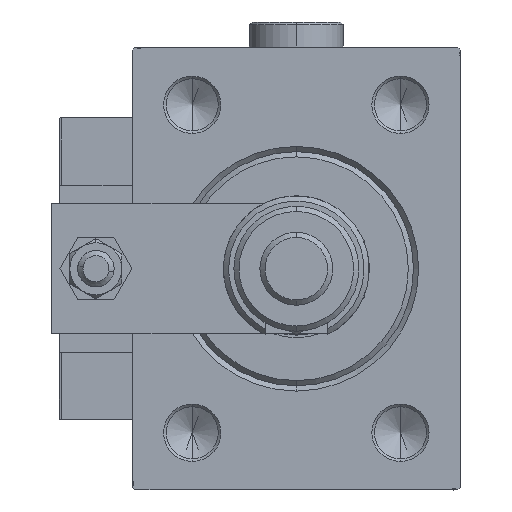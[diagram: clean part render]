
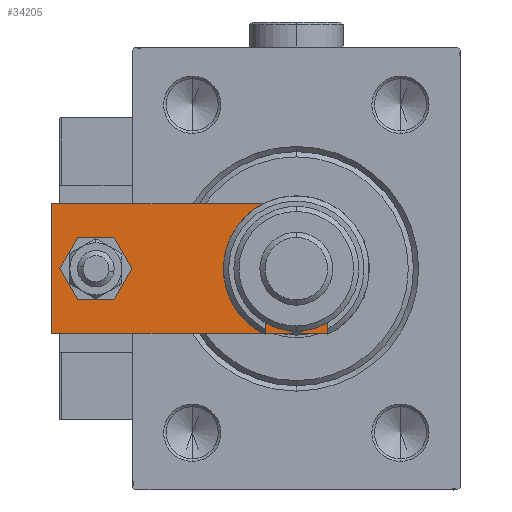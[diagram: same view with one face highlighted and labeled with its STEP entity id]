
A CAD part, left-side view. The second image highlights one B-rep face of the part: STEP entity #34205.
In plain terms, the highlighted face is planar.
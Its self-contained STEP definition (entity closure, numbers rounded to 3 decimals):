
#16 = CARTESIAN_POINT ( 'NONE',  ( -12.5, 7., 6. ) ) ;
#682 = ORIENTED_EDGE ( 'NONE', *, *, #8946, .T. ) ;
#1275 = AXIS2_PLACEMENT_3D ( 'NONE', #10326, #53180, #27424 ) ;
#2314 = EDGE_LOOP ( 'NONE', ( #29440, #12085 ) ) ;
#2430 = VECTOR ( 'NONE', #21782, 1000. ) ;
#2561 = ORIENTED_EDGE ( 'NONE', *, *, #31459, .T. ) ;
#3000 = CARTESIAN_POINT ( 'NONE',  ( 12.5, 60., 6. ) ) ;
#4000 = CIRCLE ( 'NONE', #1275, 8.25 ) ;
#4020 = ORIENTED_EDGE ( 'NONE', *, *, #43232, .F. ) ;
#4141 = CARTESIAN_POINT ( 'NONE',  ( 0., 13., 6. ) ) ;
#4869 = CIRCLE ( 'NONE', #12033, 4. ) ;
#6141 = CARTESIAN_POINT ( 'NONE',  ( 4., 51.5, 6. ) ) ;
#6609 = VECTOR ( 'NONE', #28352, 1000. ) ;
#7005 = LINE ( 'NONE', #19896, #46902 ) ;
#7813 = FACE_BOUND ( 'NONE', #2314, .T. ) ;
#8503 = DIRECTION ( 'NONE',  ( 0., -1., 0. ) ) ;
#8946 = EDGE_CURVE ( 'NONE', #52421, #22565, #40003, .T. ) ;
#10326 = CARTESIAN_POINT ( 'NONE',  ( 0., 13., 6. ) ) ;
#10438 = CARTESIAN_POINT ( 'NONE',  ( 12.5, 0., 6. ) ) ;
#10604 = EDGE_CURVE ( 'NONE', #22565, #35571, #7005, .T. ) ;
#11226 = CARTESIAN_POINT ( 'NONE',  ( 12.5, 60., 6. ) ) ;
#12033 = AXIS2_PLACEMENT_3D ( 'NONE', #50039, #33522, #20094 ) ;
#12085 = ORIENTED_EDGE ( 'NONE', *, *, #46786, .F. ) ;
#13413 = CARTESIAN_POINT ( 'NONE',  ( -12.5, 0., 6. ) ) ;
#15701 = DIRECTION ( 'NONE',  ( 0., 0., 1. ) ) ;
#15808 = CARTESIAN_POINT ( 'NONE',  ( -12.5, 60., 6. ) ) ;
#16184 = CARTESIAN_POINT ( 'NONE',  ( -4., 51.5, 6. ) ) ;
#16236 = DIRECTION ( 'NONE',  ( 0.707, 0.707, 0. ) ) ;
#16481 = FACE_OUTER_BOUND ( 'NONE', #24821, .T. ) ;
#17010 = DIRECTION ( 'NONE',  ( 0., 0., 1. ) ) ;
#18421 = CARTESIAN_POINT ( 'NONE',  ( 5.5, 0., 6. ) ) ;
#18513 = VERTEX_POINT ( 'NONE', #6141 ) ;
#18903 = VERTEX_POINT ( 'NONE', #23466 ) ;
#19454 = CARTESIAN_POINT ( 'NONE',  ( -5.5, 0., 6. ) ) ;
#19786 = ORIENTED_EDGE ( 'NONE', *, *, #51896, .T. ) ;
#19896 = CARTESIAN_POINT ( 'NONE',  ( 2.75, -2.75, 6. ) ) ;
#20094 = DIRECTION ( 'NONE',  ( 1., 0., 0. ) ) ;
#21367 = ORIENTED_EDGE ( 'NONE', *, *, #42401, .T. ) ;
#21702 = ORIENTED_EDGE ( 'NONE', *, *, #10604, .T. ) ;
#21782 = DIRECTION ( 'NONE',  ( 0.707, -0.707, 0. ) ) ;
#21813 = VECTOR ( 'NONE', #43651, 1000. ) ;
#22565 = VERTEX_POINT ( 'NONE', #18421 ) ;
#23076 = VERTEX_POINT ( 'NONE', #15808 ) ;
#23367 = VERTEX_POINT ( 'NONE', #50452 ) ;
#23466 = CARTESIAN_POINT ( 'NONE',  ( 8.25, 13., 6. ) ) ;
#24821 = EDGE_LOOP ( 'NONE', ( #2561, #19786, #682, #21702, #47305, #21367 ) ) ;
#25129 = AXIS2_PLACEMENT_3D ( 'NONE', #4141, #17010, #25975 ) ;
#25975 = DIRECTION ( 'NONE',  ( 1., 0., 0. ) ) ;
#27424 = DIRECTION ( 'NONE',  ( 1., 0., 0. ) ) ;
#27715 = AXIS2_PLACEMENT_3D ( 'NONE', #51948, #30383, #35425 ) ;
#27905 = EDGE_CURVE ( 'NONE', #18903, #23367, #38529, .T. ) ;
#28116 = VECTOR ( 'NONE', #32964, 1000. ) ;
#28352 = DIRECTION ( 'NONE',  ( 0., 1., 0. ) ) ;
#29440 = ORIENTED_EDGE ( 'NONE', *, *, #30763, .F. ) ;
#30062 = LINE ( 'NONE', #51335, #44814 ) ;
#30383 = DIRECTION ( 'NONE',  ( 0., 0., 1. ) ) ;
#30718 = CARTESIAN_POINT ( 'NONE',  ( -2.75, -2.75, 6. ) ) ;
#30763 = EDGE_CURVE ( 'NONE', #43321, #18513, #41205, .T. ) ;
#31459 = EDGE_CURVE ( 'NONE', #23076, #53668, #30062, .T. ) ;
#32964 = DIRECTION ( 'NONE',  ( -1., 0., 0. ) ) ;
#33522 = DIRECTION ( 'NONE',  ( 0., 0., 1. ) ) ;
#34205 = ADVANCED_FACE ( 'NONE', ( #7813, #16481, #50642 ), #42247, .T. ) ;
#35198 = ORIENTED_EDGE ( 'NONE', *, *, #27905, .F. ) ;
#35425 = DIRECTION ( 'NONE',  ( 1., 0., 0. ) ) ;
#35571 = VERTEX_POINT ( 'NONE', #48025 ) ;
#36892 = LINE ( 'NONE', #3000, #28116 ) ;
#38529 = CIRCLE ( 'NONE', #25129, 8.25 ) ;
#40003 = LINE ( 'NONE', #13413, #21813 ) ;
#40282 = AXIS2_PLACEMENT_3D ( 'NONE', #41463, #15701, #49861 ) ;
#41205 = CIRCLE ( 'NONE', #40282, 4. ) ;
#41463 = CARTESIAN_POINT ( 'NONE',  ( 0., 51.5, 6. ) ) ;
#41795 = EDGE_CURVE ( 'NONE', #35571, #43035, #48791, .T. ) ;
#42247 = PLANE ( 'NONE',  #27715 ) ;
#42401 = EDGE_CURVE ( 'NONE', #43035, #23076, #36892, .T. ) ;
#42505 = LINE ( 'NONE', #30718, #2430 ) ;
#43035 = VERTEX_POINT ( 'NONE', #11226 ) ;
#43232 = EDGE_CURVE ( 'NONE', #23367, #18903, #4000, .T. ) ;
#43321 = VERTEX_POINT ( 'NONE', #16184 ) ;
#43651 = DIRECTION ( 'NONE',  ( 1., 0., 0. ) ) ;
#44814 = VECTOR ( 'NONE', #8503, 1000. ) ;
#46786 = EDGE_CURVE ( 'NONE', #18513, #43321, #4869, .T. ) ;
#46902 = VECTOR ( 'NONE', #16236, 1000. ) ;
#47305 = ORIENTED_EDGE ( 'NONE', *, *, #41795, .T. ) ;
#48025 = CARTESIAN_POINT ( 'NONE',  ( 12.5, 7., 6. ) ) ;
#48791 = LINE ( 'NONE', #10438, #6609 ) ;
#49861 = DIRECTION ( 'NONE',  ( 1., 0., 0. ) ) ;
#50039 = CARTESIAN_POINT ( 'NONE',  ( 0., 51.5, 6. ) ) ;
#50452 = CARTESIAN_POINT ( 'NONE',  ( -8.25, 13., 6. ) ) ;
#50642 = FACE_BOUND ( 'NONE', #52602, .T. ) ;
#51335 = CARTESIAN_POINT ( 'NONE',  ( -12.5, 60., 6. ) ) ;
#51896 = EDGE_CURVE ( 'NONE', #53668, #52421, #42505, .T. ) ;
#51948 = CARTESIAN_POINT ( 'NONE',  ( 0., 0., 6. ) ) ;
#52421 = VERTEX_POINT ( 'NONE', #19454 ) ;
#52602 = EDGE_LOOP ( 'NONE', ( #4020, #35198 ) ) ;
#53180 = DIRECTION ( 'NONE',  ( 0., 0., 1. ) ) ;
#53668 = VERTEX_POINT ( 'NONE', #16 ) ;
